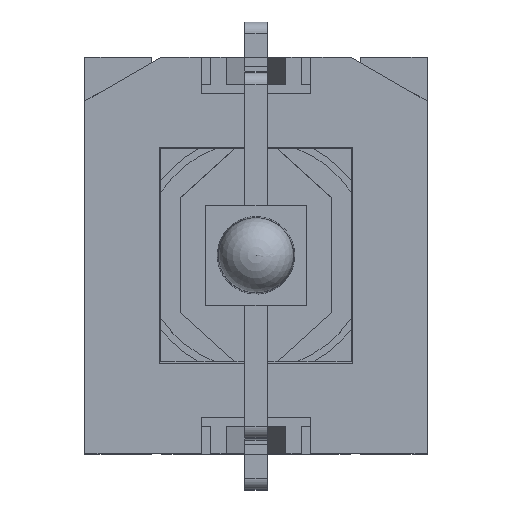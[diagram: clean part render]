
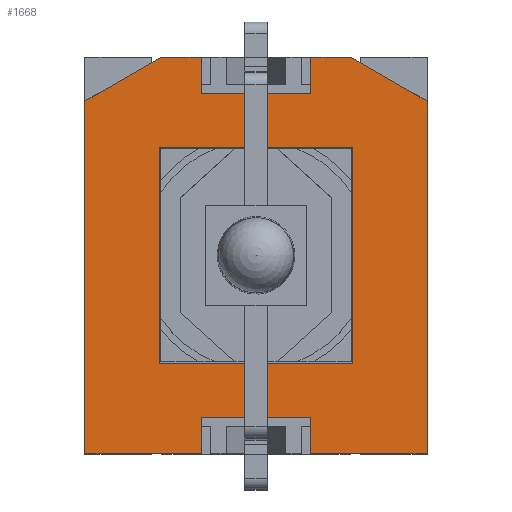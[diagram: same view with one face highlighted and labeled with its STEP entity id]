
A CAD part, top view. The second image highlights one B-rep face of the part: STEP entity #1668.
In plain terms, the highlighted planar face has unit normal (0, 0, 1).
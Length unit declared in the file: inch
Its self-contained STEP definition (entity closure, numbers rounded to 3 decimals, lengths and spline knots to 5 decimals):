
#1043=CARTESIAN_POINT('',(0.04724,-0.13976,0.2874));
#1044=VERTEX_POINT('',#1043);
#1051=CARTESIAN_POINT('',(-0.04724,-0.13976,0.2874));
#1052=VERTEX_POINT('',#1051);
#1053=CARTESIAN_POINT('',(-0.04724,-0.13976,0.2874));
#1054=DIRECTION('',(1.0,0.0,0.0));
#1055=VECTOR('',#1054,0.09449);
#1056=LINE('',#1053,#1055);
#1057=EDGE_CURVE('',#1052,#1044,#1056,.T.);
#1082=CARTESIAN_POINT('',(-0.04724,-0.17126,0.2874));
#1083=VERTEX_POINT('',#1082);
#1084=CARTESIAN_POINT('',(-0.04724,-0.17126,0.2874));
#1085=DIRECTION('',(0.0,1.0,0.0));
#1086=VECTOR('',#1085,0.0315);
#1087=LINE('',#1084,#1086);
#1088=EDGE_CURVE('',#1083,#1052,#1087,.T.);
#1126=CARTESIAN_POINT('',(0.04724,-0.17126,0.2874));
#1127=VERTEX_POINT('',#1126);
#1134=CARTESIAN_POINT('',(0.04724,-0.13976,0.2874));
#1135=DIRECTION('',(0.0,-1.0,0.0));
#1136=VECTOR('',#1135,0.0315);
#1137=LINE('',#1134,#1136);
#1138=EDGE_CURVE('',#1044,#1127,#1137,.T.);
#1213=CARTESIAN_POINT('',(-0.04724,0.13976,0.2874));
#1214=VERTEX_POINT('',#1213);
#1221=CARTESIAN_POINT('',(0.04724,0.13976,0.2874));
#1222=VERTEX_POINT('',#1221);
#1223=CARTESIAN_POINT('',(0.04724,0.13976,0.2874));
#1224=DIRECTION('',(-1.0,0.0,0.0));
#1225=VECTOR('',#1224,0.09449);
#1226=LINE('',#1223,#1225);
#1227=EDGE_CURVE('',#1222,#1214,#1226,.T.);
#1252=CARTESIAN_POINT('',(0.04724,0.17126,0.2874));
#1253=VERTEX_POINT('',#1252);
#1254=CARTESIAN_POINT('',(0.04724,0.17126,0.2874));
#1255=DIRECTION('',(0.0,-1.0,0.0));
#1256=VECTOR('',#1255,0.0315);
#1257=LINE('',#1254,#1256);
#1258=EDGE_CURVE('',#1253,#1222,#1257,.T.);
#1296=CARTESIAN_POINT('',(-0.04724,0.17126,0.2874));
#1297=VERTEX_POINT('',#1296);
#1304=CARTESIAN_POINT('',(-0.04724,0.13976,0.2874));
#1305=DIRECTION('',(0.0,1.0,0.0));
#1306=VECTOR('',#1305,0.0315);
#1307=LINE('',#1304,#1306);
#1308=EDGE_CURVE('',#1214,#1297,#1307,.T.);
#1322=CARTESIAN_POINT('',(0.08169,0.17126,0.2874));
#1323=VERTEX_POINT('',#1322);
#1324=CARTESIAN_POINT('',(0.04724,0.17126,0.2874));
#1325=DIRECTION('',(1.0,0.0,0.0));
#1326=VECTOR('',#1325,0.03445);
#1327=LINE('',#1324,#1326);
#1328=EDGE_CURVE('',#1253,#1323,#1327,.T.);
#1367=CARTESIAN_POINT('',(-0.08169,0.17126,0.2874));
#1368=VERTEX_POINT('',#1367);
#1375=CARTESIAN_POINT('',(-0.08169,0.17126,0.2874));
#1376=DIRECTION('',(1.0,0.0,0.0));
#1377=VECTOR('',#1376,0.03445);
#1378=LINE('',#1375,#1377);
#1379=EDGE_CURVE('',#1368,#1297,#1378,.T.);
#1530=CARTESIAN_POINT('',(-0.14764,0.13319,0.2874));
#1531=VERTEX_POINT('',#1530);
#1532=CARTESIAN_POINT('',(-0.14764,0.13319,0.2874));
#1533=DIRECTION('',(0.866,0.5,0.0));
#1534=VECTOR('',#1533,0.07615);
#1535=LINE('',#1532,#1534);
#1536=EDGE_CURVE('',#1531,#1368,#1535,.T.);
#1562=CARTESIAN_POINT('',(0.14764,0.13319,0.2874));
#1563=VERTEX_POINT('',#1562);
#1564=CARTESIAN_POINT('',(0.08169,0.17126,0.2874));
#1565=DIRECTION('',(0.866,-0.5,0.0));
#1566=VECTOR('',#1565,0.07615);
#1567=LINE('',#1564,#1566);
#1568=EDGE_CURVE('',#1323,#1563,#1567,.T.);
#1589=CARTESIAN_POINT('',(-0.1624,-0.18839,0.2874));
#1590=DIRECTION('',(0.0,0.0,1.0));
#1591=DIRECTION('',(1.0,0.0,0.0));
#1592=AXIS2_PLACEMENT_3D('',#1589,#1590,#1591);
#1593=PLANE('',#1592);
#1594=ORIENTED_EDGE('',*,*,#1138,.T.);
#1595=CARTESIAN_POINT('',(0.14764,-0.17126,0.2874));
#1596=VERTEX_POINT('',#1595);
#1597=CARTESIAN_POINT('',(0.14764,-0.17126,0.2874));
#1598=DIRECTION('',(-1.0,0.0,0.0));
#1599=VECTOR('',#1598,0.10039);
#1600=LINE('',#1597,#1599);
#1601=EDGE_CURVE('',#1596,#1127,#1600,.T.);
#1602=ORIENTED_EDGE('',*,*,#1601,.F.);
#1603=CARTESIAN_POINT('',(0.14764,0.13319,0.2874));
#1604=DIRECTION('',(0.0,-1.0,0.0));
#1605=VECTOR('',#1604,0.30445);
#1606=LINE('',#1603,#1605);
#1607=EDGE_CURVE('',#1563,#1596,#1606,.T.);
#1608=ORIENTED_EDGE('',*,*,#1607,.F.);
#1609=ORIENTED_EDGE('',*,*,#1568,.F.);
#1610=ORIENTED_EDGE('',*,*,#1328,.F.);
#1611=ORIENTED_EDGE('',*,*,#1258,.T.);
#1612=ORIENTED_EDGE('',*,*,#1227,.T.);
#1613=ORIENTED_EDGE('',*,*,#1308,.T.);
#1614=ORIENTED_EDGE('',*,*,#1379,.F.);
#1615=ORIENTED_EDGE('',*,*,#1536,.F.);
#1616=CARTESIAN_POINT('',(-0.14764,-0.17126,0.2874));
#1617=VERTEX_POINT('',#1616);
#1618=CARTESIAN_POINT('',(-0.14764,-0.17126,0.2874));
#1619=DIRECTION('',(0.0,1.0,0.0));
#1620=VECTOR('',#1619,0.30445);
#1621=LINE('',#1618,#1620);
#1622=EDGE_CURVE('',#1617,#1531,#1621,.T.);
#1623=ORIENTED_EDGE('',*,*,#1622,.F.);
#1624=CARTESIAN_POINT('',(-0.04724,-0.17126,0.2874));
#1625=DIRECTION('',(-1.0,0.0,0.0));
#1626=VECTOR('',#1625,0.10039);
#1627=LINE('',#1624,#1626);
#1628=EDGE_CURVE('',#1083,#1617,#1627,.T.);
#1629=ORIENTED_EDGE('',*,*,#1628,.F.);
#1630=ORIENTED_EDGE('',*,*,#1088,.T.);
#1631=ORIENTED_EDGE('',*,*,#1057,.T.);
#1632=EDGE_LOOP('',(#1594,#1602,#1608,#1609,#1610,#1611,#1612,#1613,#1614,#1615,#1623,#1629,#1630,#1631));
#1633=FACE_OUTER_BOUND('',#1632,.T.);
#1634=CARTESIAN_POINT('',(-0.08366,0.0935,0.2874));
#1635=VERTEX_POINT('',#1634);
#1636=CARTESIAN_POINT('',(0.08366,0.0935,0.2874));
#1637=VERTEX_POINT('',#1636);
#1638=CARTESIAN_POINT('',(-0.08366,0.0935,0.2874));
#1639=DIRECTION('',(1.0,0.0,0.0));
#1640=VECTOR('',#1639,0.16732);
#1641=LINE('',#1638,#1640);
#1642=EDGE_CURVE('',#1635,#1637,#1641,.T.);
#1643=ORIENTED_EDGE('',*,*,#1642,.T.);
#1644=CARTESIAN_POINT('',(0.08366,-0.0935,0.2874));
#1645=VERTEX_POINT('',#1644);
#1646=CARTESIAN_POINT('',(0.08366,0.0935,0.2874));
#1647=DIRECTION('',(0.0,-1.0,0.0));
#1648=VECTOR('',#1647,0.18701);
#1649=LINE('',#1646,#1648);
#1650=EDGE_CURVE('',#1637,#1645,#1649,.T.);
#1651=ORIENTED_EDGE('',*,*,#1650,.T.);
#1652=CARTESIAN_POINT('',(-0.08366,-0.0935,0.2874));
#1653=VERTEX_POINT('',#1652);
#1654=CARTESIAN_POINT('',(0.08366,-0.0935,0.2874));
#1655=DIRECTION('',(-1.0,0.0,0.0));
#1656=VECTOR('',#1655,0.16732);
#1657=LINE('',#1654,#1656);
#1658=EDGE_CURVE('',#1645,#1653,#1657,.T.);
#1659=ORIENTED_EDGE('',*,*,#1658,.T.);
#1660=CARTESIAN_POINT('',(-0.08366,-0.0935,0.2874));
#1661=DIRECTION('',(0.0,1.0,0.0));
#1662=VECTOR('',#1661,0.18701);
#1663=LINE('',#1660,#1662);
#1664=EDGE_CURVE('',#1653,#1635,#1663,.T.);
#1665=ORIENTED_EDGE('',*,*,#1664,.T.);
#1666=EDGE_LOOP('',(#1643,#1651,#1659,#1665));
#1667=FACE_BOUND('',#1666,.T.);
#1668=ADVANCED_FACE('',(#1633,#1667),#1593,.T.);
